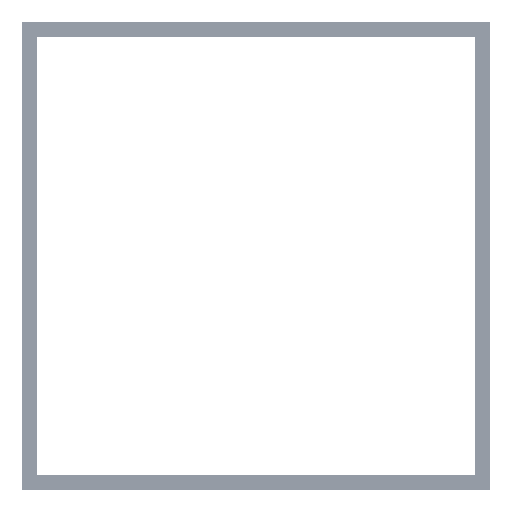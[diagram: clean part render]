
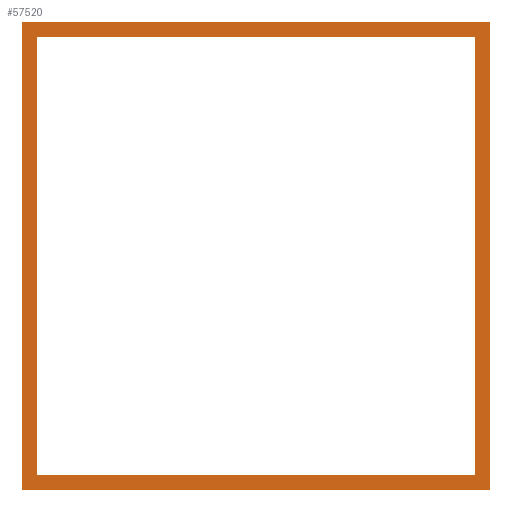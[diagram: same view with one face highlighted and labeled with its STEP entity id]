
A CAD part, left-side view. The second image highlights one B-rep face of the part: STEP entity #57520.
In plain terms, the highlighted planar face has unit normal (-1, 0, 0).
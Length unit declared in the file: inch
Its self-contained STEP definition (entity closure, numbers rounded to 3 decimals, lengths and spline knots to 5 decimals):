
#1705 = CARTESIAN_POINT ( 'NONE',  ( -23.5, 0., 0. ) ) ;
#2279 = DIRECTION ( 'NONE',  ( 0., -1., 0. ) ) ;
#2522 = DIRECTION ( 'NONE',  ( 0., -1., 0. ) ) ;
#4715 = DIRECTION ( 'NONE',  ( 0., 0., -1. ) ) ;
#4974 = CARTESIAN_POINT ( 'NONE',  ( -23.5, 1., -1. ) ) ;
#8422 = CARTESIAN_POINT ( 'NONE',  ( -23.5, 1., 1. ) ) ;
#8999 = LINE ( 'NONE', #28708, #36537 ) ;
#11209 = CARTESIAN_POINT ( 'NONE',  ( -23.5, 0.9375, 0.9375 ) ) ;
#13152 = LINE ( 'NONE', #38716, #39718 ) ;
#13327 = CARTESIAN_POINT ( 'NONE',  ( -23.5, 0., -0.9375 ) ) ;
#14484 = CARTESIAN_POINT ( 'NONE',  ( -23.5, 0.9375, 0. ) ) ;
#15609 = ORIENTED_EDGE ( 'NONE', *, *, #33563, .F. ) ;
#15963 = VECTOR ( 'NONE', #2522, 39.37008 ) ;
#16113 = DIRECTION ( 'NONE',  ( 0., 1., 0. ) ) ;
#16839 = ORIENTED_EDGE ( 'NONE', *, *, #57126, .T. ) ;
#17299 = CARTESIAN_POINT ( 'NONE',  ( -23.5, -1., 1. ) ) ;
#17483 = EDGE_LOOP ( 'NONE', ( #58070, #16839, #41390, #42533 ) ) ;
#18417 = VERTEX_POINT ( 'NONE', #11209 ) ;
#20181 = VERTEX_POINT ( 'NONE', #4974 ) ;
#22420 = CARTESIAN_POINT ( 'NONE',  ( -23.5, -0.9375, 0.9375 ) ) ;
#26336 = DIRECTION ( 'NONE',  ( 0., 1., 0. ) ) ;
#27289 = DIRECTION ( 'NONE',  ( 0., 0., -1. ) ) ;
#27415 = EDGE_LOOP ( 'NONE', ( #77804, #15609, #46905, #28513 ) ) ;
#28513 = ORIENTED_EDGE ( 'NONE', *, *, #80640, .F. ) ;
#28708 = CARTESIAN_POINT ( 'NONE',  ( -23.5, 0., 0.9375 ) ) ;
#29234 = VERTEX_POINT ( 'NONE', #39600 ) ;
#30209 = EDGE_CURVE ( 'NONE', #44558, #29234, #45179, .T. ) ;
#33558 = FACE_OUTER_BOUND ( 'NONE', #27415, .T. ) ;
#33563 = EDGE_CURVE ( 'NONE', #80403, #62174, #47580, .T. ) ;
#34827 = DIRECTION ( 'NONE',  ( 0., 0., 1. ) ) ;
#36537 = VECTOR ( 'NONE', #2279, 39.37008 ) ;
#38716 = CARTESIAN_POINT ( 'NONE',  ( -23.5, -0.9375, 0. ) ) ;
#39600 = CARTESIAN_POINT ( 'NONE',  ( -23.5, 0.9375, -0.9375 ) ) ;
#39636 = EDGE_CURVE ( 'NONE', #62804, #80403, #46535, .T. ) ;
#39718 = VECTOR ( 'NONE', #55592, 39.37008 ) ;
#40039 = DIRECTION ( 'NONE',  ( 0., 0., 1. ) ) ;
#40681 = VECTOR ( 'NONE', #40039, 39.37008 ) ;
#41390 = ORIENTED_EDGE ( 'NONE', *, *, #73660, .T. ) ;
#42533 = ORIENTED_EDGE ( 'NONE', *, *, #78028, .T. ) ;
#43278 = CARTESIAN_POINT ( 'NONE',  ( -23.5, -1., 1. ) ) ;
#44558 = VERTEX_POINT ( 'NONE', #68502 ) ;
#45179 = LINE ( 'NONE', #13327, #54886 ) ;
#45360 = CARTESIAN_POINT ( 'NONE',  ( -23.5, -1., -1. ) ) ;
#46535 = LINE ( 'NONE', #55303, #15963 ) ;
#46687 = VECTOR ( 'NONE', #34827, 39.37008 ) ;
#46905 = ORIENTED_EDGE ( 'NONE', *, *, #39636, .F. ) ;
#47580 = LINE ( 'NONE', #43278, #51290 ) ;
#48756 = CARTESIAN_POINT ( 'NONE',  ( -23.5, -1., -1. ) ) ;
#51290 = VECTOR ( 'NONE', #4715, 39.37008 ) ;
#52812 = DIRECTION ( 'NONE',  ( 1., 0., 0. ) ) ;
#54015 = CARTESIAN_POINT ( 'NONE',  ( -23.5, 1., 1. ) ) ;
#54066 = PLANE ( 'NONE',  #74262 ) ;
#54886 = VECTOR ( 'NONE', #26336, 39.37008 ) ;
#55037 = VERTEX_POINT ( 'NONE', #22420 ) ;
#55059 = EDGE_CURVE ( 'NONE', #62174, #20181, #72659, .T. ) ;
#55303 = CARTESIAN_POINT ( 'NONE',  ( -23.5, -1., 1. ) ) ;
#55592 = DIRECTION ( 'NONE',  ( 0., 0., -1. ) ) ;
#57126 = EDGE_CURVE ( 'NONE', #29234, #18417, #77735, .T. ) ;
#57520 = ADVANCED_FACE ( 'NONE', ( #33558, #59085 ), #54066, .F. ) ;
#58070 = ORIENTED_EDGE ( 'NONE', *, *, #30209, .T. ) ;
#59085 = FACE_BOUND ( 'NONE', #17483, .T. ) ;
#62174 = VERTEX_POINT ( 'NONE', #45360 ) ;
#62804 = VERTEX_POINT ( 'NONE', #54015 ) ;
#68502 = CARTESIAN_POINT ( 'NONE',  ( -23.5, -0.9375, -0.9375 ) ) ;
#72081 = LINE ( 'NONE', #8422, #46687 ) ;
#72659 = LINE ( 'NONE', #48756, #75294 ) ;
#73660 = EDGE_CURVE ( 'NONE', #18417, #55037, #8999, .T. ) ;
#74262 = AXIS2_PLACEMENT_3D ( 'NONE', #1705, #52812, #27289 ) ;
#75294 = VECTOR ( 'NONE', #16113, 39.37008 ) ;
#77735 = LINE ( 'NONE', #14484, #40681 ) ;
#77804 = ORIENTED_EDGE ( 'NONE', *, *, #55059, .F. ) ;
#78028 = EDGE_CURVE ( 'NONE', #55037, #44558, #13152, .T. ) ;
#80403 = VERTEX_POINT ( 'NONE', #17299 ) ;
#80640 = EDGE_CURVE ( 'NONE', #20181, #62804, #72081, .T. ) ;
